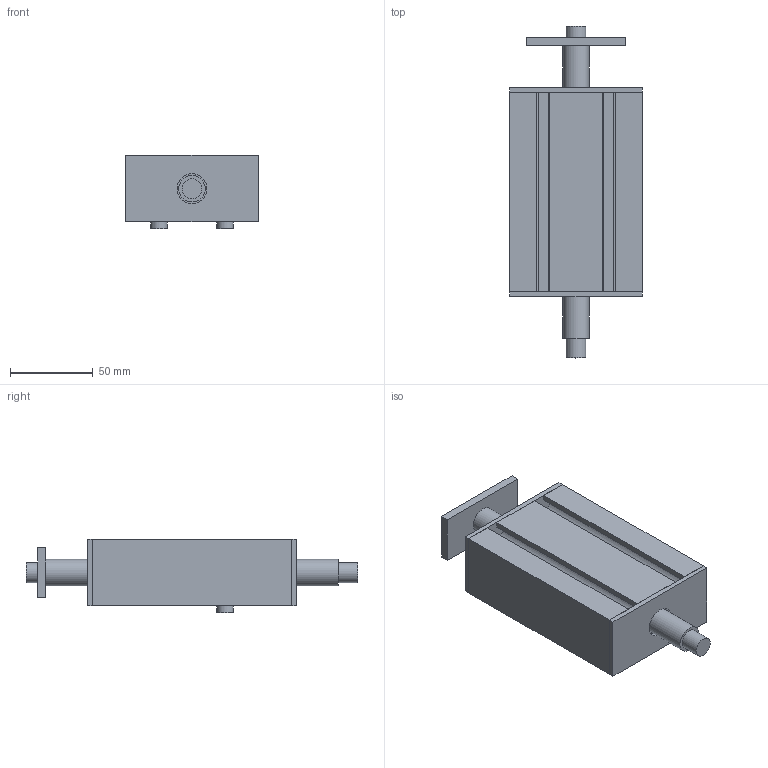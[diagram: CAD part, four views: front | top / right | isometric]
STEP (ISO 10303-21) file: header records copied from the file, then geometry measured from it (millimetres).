
FILE_DESCRIPTION(/* description */ ('Unknown'),/* implementation_level */ '2;1');
FILE_NAME(/* name */ 'Auflaufbremse',/* time_stamp */ '2022-07-12T20:09:28+02:00',/* author */ ('Unknown'),/* organization */ ('Unknown'),/* preprocessor_version */ 'ST-DEVELOPER v18.1',/* originating_system */ 'Solid Edge',/* authorisation */ 'Unknown');
FILE_SCHEMA (('AUTOMOTIVE_DESIGN {1 0 10303 214 3 1 1}'));
Length unit declared in the file: millimetre
Products named in the file (8): Auflaufbremse; gehäuse; welle; lager_d27; feder; deckel; bremsseilbefestigung; endplatte
Assembly tree (11 placements, depth 2):
  Auflaufbremse
    gehäuse
    welle
    lager_d27  x2
    feder  x2
    deckel  x2
    bremsseilbefestigung  x2
    endplatte
Bounding box: 80 x 200 x 44 mm (x, y, z)
Volume: 311355.9 mm3; surface area: 109713.2 mm2
Topology: 11 solids, 11 shells, 117 faces, 277 edges, 186 vertices
Faces by surface type: plane 92, cylinder 23, bspline 2
Full cylindrical faces by diameter (mm): 10 x2, 12 x3, 16 x4, 18 x2, 20 x1, 26 x1, 27 x2
Entity records: 3980 total; most frequent: CARTESIAN_POINT 1336, DIRECTION 487, ORIENTED_EDGE 460, EDGE_CURVE 230, LINE 189, VECTOR 189, VERTEX_POINT 161, AXIS2_PLACEMENT_3D 149
